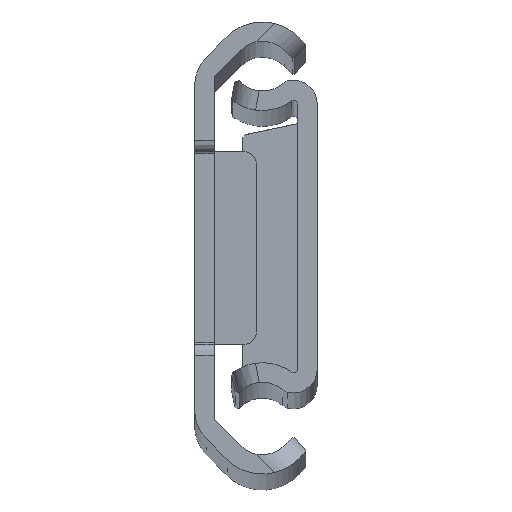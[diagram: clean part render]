
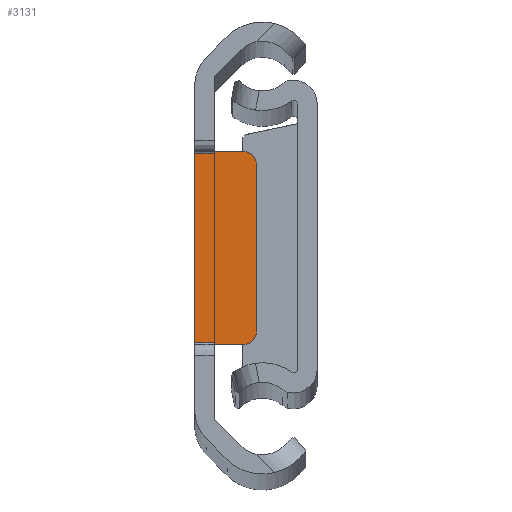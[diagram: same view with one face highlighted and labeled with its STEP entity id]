
A CAD part, top view. The second image highlights one B-rep face of the part: STEP entity #3131.
In plain terms, the highlighted planar face has unit normal (0, 0, 1).
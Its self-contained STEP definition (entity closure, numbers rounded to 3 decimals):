
#33 = CARTESIAN_POINT ( 'NONE',  ( 2.3, 6.5, -2.2 ) ) ;
#63 = LINE ( 'NONE', #4596, #176 ) ;
#176 = VECTOR ( 'NONE', #3356, 1000. ) ;
#226 = VERTEX_POINT ( 'NONE', #1969 ) ;
#318 = DIRECTION ( 'NONE',  ( 0., 1., 0. ) ) ;
#369 = DIRECTION ( 'NONE',  ( 0., 0., -1. ) ) ;
#372 = ORIENTED_EDGE ( 'NONE', *, *, #2601, .T. ) ;
#389 = DIRECTION ( 'NONE',  ( 0., -1., 0. ) ) ;
#419 = CARTESIAN_POINT ( 'NONE',  ( -1.5, 7.5, -2.2 ) ) ;
#444 = AXIS2_PLACEMENT_3D ( 'NONE', #1474, #1907, #318 ) ;
#564 = CARTESIAN_POINT ( 'NONE',  ( 3.3, 7.5, -2.2 ) ) ;
#680 = CARTESIAN_POINT ( 'NONE',  ( -1.5, -7.5, -2.2 ) ) ;
#778 = LINE ( 'NONE', #4028, #3183 ) ;
#818 = CIRCLE ( 'NONE', #1745, 1. ) ;
#1126 = VECTOR ( 'NONE', #5170, 1000. ) ;
#1220 = DIRECTION ( 'NONE',  ( 0., 0., 1. ) ) ;
#1451 = VERTEX_POINT ( 'NONE', #4357 ) ;
#1474 = CARTESIAN_POINT ( 'NONE',  ( 2.3, -6.5, -2.2 ) ) ;
#1563 = EDGE_CURVE ( 'NONE', #4152, #3820, #818, .T. ) ;
#1745 = AXIS2_PLACEMENT_3D ( 'NONE', #33, #1220, #4141 ) ;
#1792 = EDGE_LOOP ( 'NONE', ( #2016, #2530, #3248, #5022, #2456, #2663, #4584, #372 ) ) ;
#1861 = VERTEX_POINT ( 'NONE', #3551 ) ;
#1907 = DIRECTION ( 'NONE',  ( 0., 0., 1. ) ) ;
#1922 = EDGE_CURVE ( 'NONE', #1861, #1451, #4005, .T. ) ;
#1969 = CARTESIAN_POINT ( 'NONE',  ( 3.3, -6.5, -2.2 ) ) ;
#1976 = LINE ( 'NONE', #3600, #1126 ) ;
#2016 = ORIENTED_EDGE ( 'NONE', *, *, #3561, .F. ) ;
#2183 = DIRECTION ( 'NONE',  ( -1., 0., 0. ) ) ;
#2191 = LINE ( 'NONE', #2497, #5193 ) ;
#2223 = EDGE_CURVE ( 'NONE', #3820, #1451, #4199, .T. ) ;
#2330 = EDGE_CURVE ( 'NONE', #3897, #1861, #1976, .T. ) ;
#2456 = ORIENTED_EDGE ( 'NONE', *, *, #2330, .F. ) ;
#2497 = CARTESIAN_POINT ( 'NONE',  ( -1.5, -7.5, -2.2 ) ) ;
#2508 = CARTESIAN_POINT ( 'NONE',  ( 2.3, -7.5, -2.2 ) ) ;
#2530 = ORIENTED_EDGE ( 'NONE', *, *, #1563, .T. ) ;
#2601 = EDGE_CURVE ( 'NONE', #5188, #226, #5027, .T. ) ;
#2663 = ORIENTED_EDGE ( 'NONE', *, *, #2849, .T. ) ;
#2849 = EDGE_CURVE ( 'NONE', #3897, #4277, #2191, .T. ) ;
#2854 = DIRECTION ( 'NONE',  ( 1., 0., 0. ) ) ;
#2873 = CARTESIAN_POINT ( 'NONE',  ( 2.3, 7.5, -2.2 ) ) ;
#3131 = ADVANCED_FACE ( 'NONE', ( #4056 ), #5235, .F. ) ;
#3183 = VECTOR ( 'NONE', #389, 1000. ) ;
#3248 = ORIENTED_EDGE ( 'NONE', *, *, #2223, .T. ) ;
#3356 = DIRECTION ( 'NONE',  ( -1., 0., 0. ) ) ;
#3417 = VECTOR ( 'NONE', #2183, 1000. ) ;
#3551 = CARTESIAN_POINT ( 'NONE',  ( -1.5, 7.5, -2.2 ) ) ;
#3561 = EDGE_CURVE ( 'NONE', #4152, #226, #778, .T. ) ;
#3600 = CARTESIAN_POINT ( 'NONE',  ( -1.5, 7.5, -2.2 ) ) ;
#3649 = CARTESIAN_POINT ( 'NONE',  ( -1.5, 7.5, -2.2 ) ) ;
#3770 = VECTOR ( 'NONE', #2854, 1000. ) ;
#3820 = VERTEX_POINT ( 'NONE', #2873 ) ;
#3897 = VERTEX_POINT ( 'NONE', #680 ) ;
#4005 = LINE ( 'NONE', #3649, #3770 ) ;
#4028 = CARTESIAN_POINT ( 'NONE',  ( 3.3, -7.5, -2.2 ) ) ;
#4056 = FACE_OUTER_BOUND ( 'NONE', #1792, .T. ) ;
#4114 = DIRECTION ( 'NONE',  ( 1., 0., 0. ) ) ;
#4141 = DIRECTION ( 'NONE',  ( 0., 1., 0. ) ) ;
#4151 = CARTESIAN_POINT ( 'NONE',  ( 0., -7.5, -2.2 ) ) ;
#4152 = VERTEX_POINT ( 'NONE', #4889 ) ;
#4199 = LINE ( 'NONE', #564, #3417 ) ;
#4277 = VERTEX_POINT ( 'NONE', #4151 ) ;
#4357 = CARTESIAN_POINT ( 'NONE',  ( 0., 7.5, -2.2 ) ) ;
#4584 = ORIENTED_EDGE ( 'NONE', *, *, #5185, .F. ) ;
#4596 = CARTESIAN_POINT ( 'NONE',  ( 3.3, -7.5, -2.2 ) ) ;
#4766 = AXIS2_PLACEMENT_3D ( 'NONE', #419, #369, #5257 ) ;
#4889 = CARTESIAN_POINT ( 'NONE',  ( 3.3, 6.5, -2.2 ) ) ;
#5022 = ORIENTED_EDGE ( 'NONE', *, *, #1922, .F. ) ;
#5027 = CIRCLE ( 'NONE', #444, 1. ) ;
#5170 = DIRECTION ( 'NONE',  ( 0., 1., 0. ) ) ;
#5185 = EDGE_CURVE ( 'NONE', #5188, #4277, #63, .T. ) ;
#5188 = VERTEX_POINT ( 'NONE', #2508 ) ;
#5193 = VECTOR ( 'NONE', #4114, 1000. ) ;
#5235 = PLANE ( 'NONE',  #4766 ) ;
#5257 = DIRECTION ( 'NONE',  ( 0., 1., 0. ) ) ;
